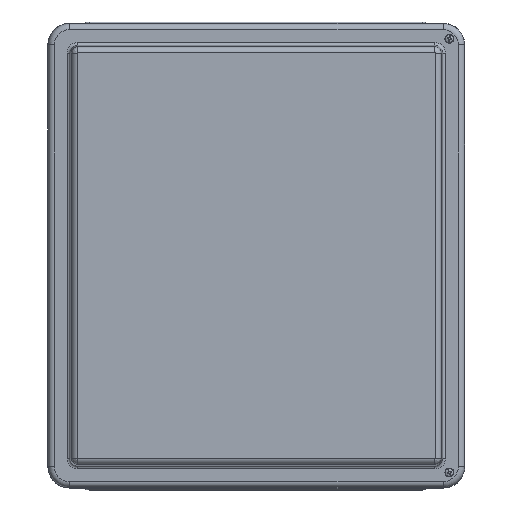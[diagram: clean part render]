
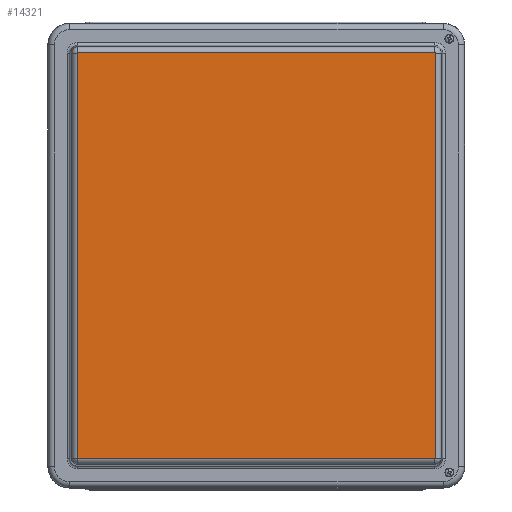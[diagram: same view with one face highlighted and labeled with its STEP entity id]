
A CAD part, top view. The second image highlights one B-rep face of the part: STEP entity #14321.
In plain terms, the highlighted planar face has unit normal (0, 0, 1).
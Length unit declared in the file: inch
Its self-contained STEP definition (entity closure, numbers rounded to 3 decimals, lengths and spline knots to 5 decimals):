
#1229=LINE($,#25789,#2263);
#1232=LINE($,#25796,#2266);
#1233=LINE($,#25829,#2267);
#1236=LINE($,#25836,#2270);
#2263=VECTOR($,#19835,16.9849);
#2266=VECTOR($,#19842,14.97227);
#2267=VECTOR($,#19859,14.97227);
#2270=VECTOR($,#19866,16.9849);
#2650=PLANE($,#15867);
#4187=FACE_OUTER_BOUND($,#5366,.T.);
#5366=EDGE_LOOP($,(#12983,#12984,#12985,#12986,#12987,#12988,#12989,#12990));
#6248=CIRCLE($,#15842,0.01047);
#6254=CIRCLE($,#15850,0.01047);
#6258=CIRCLE($,#15854,0.01047);
#6262=CIRCLE($,#15860,0.01047);
#7574=VERTEX_POINT($,#25778);
#7575=VERTEX_POINT($,#25780);
#7578=VERTEX_POINT($,#25787);
#7579=VERTEX_POINT($,#25792);
#7582=VERTEX_POINT($,#25807);
#7583=VERTEX_POINT($,#25820);
#7586=VERTEX_POINT($,#25827);
#7587=VERTEX_POINT($,#25832);
#9419=EDGE_CURVE($,#7574,#7575,#6248,.T.);
#9423=EDGE_CURVE($,#7578,#7574,#1229,.T.);
#9427=EDGE_CURVE($,#7575,#7579,#1232,.T.);
#9429=EDGE_CURVE($,#7582,#7578,#6254,.T.);
#9433=EDGE_CURVE($,#7579,#7583,#6258,.T.);
#9435=EDGE_CURVE($,#7586,#7582,#1233,.T.);
#9439=EDGE_CURVE($,#7583,#7587,#1236,.T.);
#9441=EDGE_CURVE($,#7587,#7586,#6262,.T.);
#12983=ORIENTED_EDGE($,*,*,#9419,.F.);
#12984=ORIENTED_EDGE($,*,*,#9423,.F.);
#12985=ORIENTED_EDGE($,*,*,#9429,.F.);
#12986=ORIENTED_EDGE($,*,*,#9435,.F.);
#12987=ORIENTED_EDGE($,*,*,#9441,.F.);
#12988=ORIENTED_EDGE($,*,*,#9439,.F.);
#12989=ORIENTED_EDGE($,*,*,#9433,.F.);
#12990=ORIENTED_EDGE($,*,*,#9427,.F.);
#14321=ADVANCED_FACE($,(#4187),#2650,.T.);
#15842=AXIS2_PLACEMENT_3D($,#25781,#19825,#19826);
#15850=AXIS2_PLACEMENT_3D($,#25809,#19845,#19846);
#15854=AXIS2_PLACEMENT_3D($,#25824,#19853,#19854);
#15860=AXIS2_PLACEMENT_3D($,#25847,#19869,#19870);
#15867=AXIS2_PLACEMENT_3D($,#25866,#19890,#19891);
#19825=DIRECTION('center_axis',(0.,0.,-1.));
#19826=DIRECTION('ref_axis',(0.707,-0.707,0.));
#19835=DIRECTION($,(0.,-1.,0.));
#19842=DIRECTION($,(-1.,0.,0.));
#19845=DIRECTION('center_axis',(0.,0.,-1.));
#19846=DIRECTION('ref_axis',(0.707,0.707,0.));
#19853=DIRECTION('center_axis',(0.,0.,-1.));
#19854=DIRECTION('ref_axis',(-0.707,-0.707,0.));
#19859=DIRECTION($,(1.,0.,0.));
#19866=DIRECTION($,(0.,1.,0.));
#19869=DIRECTION('center_axis',(0.,0.,-1.));
#19870=DIRECTION('ref_axis',(-0.707,0.707,0.));
#19890=DIRECTION('center_axis',(0.,0.,1.));
#19891=DIRECTION('ref_axis',(1.,0.,0.));
#25778=CARTESIAN_POINT('',(7.4966,-8.49245,2.625));
#25780=CARTESIAN_POINT('',(7.48614,-8.50292,2.625));
#25781=CARTESIAN_POINT('Origin',(7.48614,-8.49245,2.625));
#25787=CARTESIAN_POINT('',(7.4966,8.49245,2.625));
#25789=CARTESIAN_POINT($,(7.4966,8.49245,2.625));
#25792=CARTESIAN_POINT('',(-7.48614,-8.50292,2.625));
#25796=CARTESIAN_POINT($,(7.48614,-8.50292,2.625));
#25807=CARTESIAN_POINT('',(7.48614,8.50292,2.625));
#25809=CARTESIAN_POINT('Origin',(7.48614,8.49245,2.625));
#25820=CARTESIAN_POINT('',(-7.4966,-8.49245,2.625));
#25824=CARTESIAN_POINT('Origin',(-7.48614,-8.49245,2.625));
#25827=CARTESIAN_POINT('',(-7.48614,8.50292,2.625));
#25829=CARTESIAN_POINT($,(-7.48614,8.50292,2.625));
#25832=CARTESIAN_POINT('',(-7.4966,8.49245,2.625));
#25836=CARTESIAN_POINT($,(-7.4966,-8.49245,2.625));
#25847=CARTESIAN_POINT('Origin',(-7.48614,8.49245,2.625));
#25866=CARTESIAN_POINT('Origin',(0.,0.,2.625));
